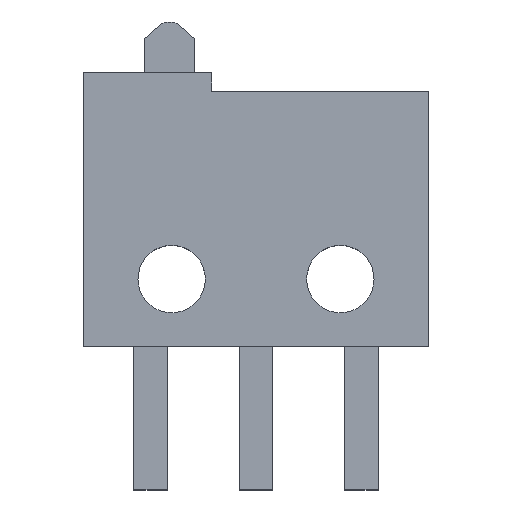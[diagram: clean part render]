
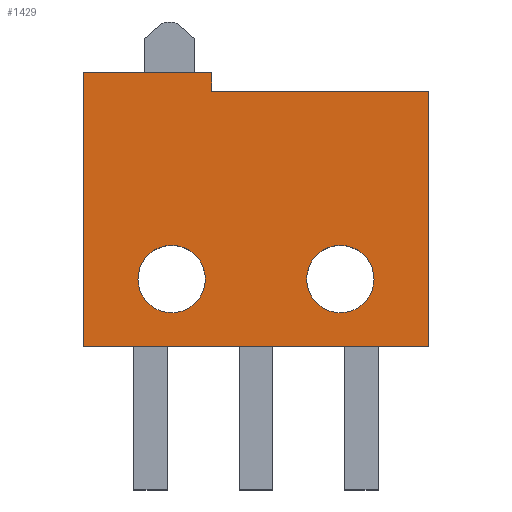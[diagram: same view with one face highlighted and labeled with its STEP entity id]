
A CAD part, top view. The second image highlights one B-rep face of the part: STEP entity #1429.
In plain terms, the highlighted planar face has unit normal (0, 0, 1).
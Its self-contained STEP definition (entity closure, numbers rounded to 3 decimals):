
#7 = EDGE_CURVE ( 'NONE', #22, #1430, #304, .T. ) ;
#20 = ORIENTED_EDGE ( 'NONE', *, *, #1153, .T. ) ;
#22 = VERTEX_POINT ( 'NONE', #427 ) ;
#28 = EDGE_LOOP ( 'NONE', ( #1382, #236 ) ) ;
#45 = EDGE_CURVE ( 'NONE', #208, #67, #624, .T. ) ;
#61 = VERTEX_POINT ( 'NONE', #737 ) ;
#62 = EDGE_LOOP ( 'NONE', ( #20, #1465, #257, #90, #1467, #112 ) ) ;
#67 = VERTEX_POINT ( 'NONE', #780 ) ;
#87 = EDGE_CURVE ( 'NONE', #1408, #88, #925, .T. ) ;
#88 = VERTEX_POINT ( 'NONE', #930 ) ;
#90 = ORIENTED_EDGE ( 'NONE', *, *, #7, .T. ) ;
#96 = EDGE_CURVE ( 'NONE', #67, #208, #947, .T. ) ;
#108 = EDGE_CURVE ( 'NONE', #88, #1408, #972, .T. ) ;
#112 = ORIENTED_EDGE ( 'NONE', *, *, #1347, .T. ) ;
#117 = VERTEX_POINT ( 'NONE', #991 ) ;
#190 = EDGE_CURVE ( 'NONE', #250, #22, #837, .T. ) ;
#208 = VERTEX_POINT ( 'NONE', #315 ) ;
#224 = VERTEX_POINT ( 'NONE', #363 ) ;
#236 = ORIENTED_EDGE ( 'NONE', *, *, #45, .F. ) ;
#243 = ORIENTED_EDGE ( 'NONE', *, *, #108, .F. ) ;
#250 = VERTEX_POINT ( 'NONE', #456 ) ;
#253 = EDGE_CURVE ( 'NONE', #1430, #224, #471, .T. ) ;
#257 = ORIENTED_EDGE ( 'NONE', *, *, #190, .T. ) ;
#304 = LINE ( 'NONE', #305, #306 ) ;
#305 = CARTESIAN_POINT ( 'NONE',  ( -6.1, 4.9, 1.35 ) ) ;
#306 = VECTOR ( 'NONE', #307, 1000. ) ;
#307 = DIRECTION ( 'NONE',  ( -1., 0., 0. ) ) ;
#315 = CARTESIAN_POINT ( 'NONE',  ( -4.8, 0., 1.35 ) ) ;
#363 = CARTESIAN_POINT ( 'NONE',  ( -6.1, -1.6, 1.35 ) ) ;
#427 = CARTESIAN_POINT ( 'NONE',  ( -3.05, 4.9, 1.35 ) ) ;
#456 = CARTESIAN_POINT ( 'NONE',  ( -3.05, 4.45, 1.35 ) ) ;
#471 = LINE ( 'NONE', #472, #473 ) ;
#472 = CARTESIAN_POINT ( 'NONE',  ( -6.1, 1.2, 1.35 ) ) ;
#473 = VECTOR ( 'NONE', #475, 1000. ) ;
#475 = DIRECTION ( 'NONE',  ( 0., -1., 0. ) ) ;
#480 = LINE ( 'NONE', #481, #482 ) ;
#481 = CARTESIAN_POINT ( 'NONE',  ( -6.1, -1.6, 1.35 ) ) ;
#482 = VECTOR ( 'NONE', #483, 1000. ) ;
#483 = DIRECTION ( 'NONE',  ( 1., 0., 0. ) ) ;
#624 = CIRCLE ( 'NONE', #625, 0.8 ) ;
#625 = AXIS2_PLACEMENT_3D ( 'NONE', #626, #627, #628 ) ;
#626 = CARTESIAN_POINT ( 'NONE',  ( -4., 0., 1.35 ) ) ;
#627 = DIRECTION ( 'NONE',  ( 0., 0., 1. ) ) ;
#628 = DIRECTION ( 'NONE',  ( 1., 0., 0. ) ) ;
#629 = CARTESIAN_POINT ( 'NONE',  ( -0.8, 0., 1.35 ) ) ;
#737 = CARTESIAN_POINT ( 'NONE',  ( 2.1, -1.6, 1.35 ) ) ;
#769 = FACE_BOUND ( 'NONE', #28, .T. ) ;
#770 = FACE_BOUND ( 'NONE', #1449, .T. ) ;
#771 = FACE_OUTER_BOUND ( 'NONE', #62, .T. ) ;
#775 = PLANE ( 'NONE',  #776 ) ;
#776 = AXIS2_PLACEMENT_3D ( 'NONE', #777, #778, #779 ) ;
#777 = CARTESIAN_POINT ( 'NONE',  ( 2.1, -1.6, 1.35 ) ) ;
#778 = DIRECTION ( 'NONE',  ( 0., 0., 1. ) ) ;
#779 = DIRECTION ( 'NONE',  ( 1., 0., 0. ) ) ;
#780 = CARTESIAN_POINT ( 'NONE',  ( -3.2, 0., 1.35 ) ) ;
#788 = CARTESIAN_POINT ( 'NONE',  ( -6.1, 4.9, 1.35 ) ) ;
#837 = LINE ( 'NONE', #838, #839 ) ;
#838 = CARTESIAN_POINT ( 'NONE',  ( -3.05, 4.9, 1.35 ) ) ;
#839 = VECTOR ( 'NONE', #840, 1000. ) ;
#840 = DIRECTION ( 'NONE',  ( 0., 1., 0. ) ) ;
#870 = LINE ( 'NONE', #871, #872 ) ;
#871 = CARTESIAN_POINT ( 'NONE',  ( -3.05, 4.45, 1.35 ) ) ;
#872 = VECTOR ( 'NONE', #873, 1000. ) ;
#873 = DIRECTION ( 'NONE',  ( -1., 0., 0. ) ) ;
#925 = CIRCLE ( 'NONE', #926, 0.8 ) ;
#926 = AXIS2_PLACEMENT_3D ( 'NONE', #927, #928, #929 ) ;
#927 = CARTESIAN_POINT ( 'NONE',  ( 0., 0., 1.35 ) ) ;
#928 = DIRECTION ( 'NONE',  ( 0., 0., 1. ) ) ;
#929 = DIRECTION ( 'NONE',  ( 1., 0., 0. ) ) ;
#930 = CARTESIAN_POINT ( 'NONE',  ( 0.8, 0., 1.35 ) ) ;
#947 = CIRCLE ( 'NONE', #948, 0.8 ) ;
#948 = AXIS2_PLACEMENT_3D ( 'NONE', #949, #950, #951 ) ;
#949 = CARTESIAN_POINT ( 'NONE',  ( -4., 0., 1.35 ) ) ;
#950 = DIRECTION ( 'NONE',  ( 0., 0., 1. ) ) ;
#951 = DIRECTION ( 'NONE',  ( 1., 0., 0. ) ) ;
#972 = CIRCLE ( 'NONE', #973, 0.8 ) ;
#973 = AXIS2_PLACEMENT_3D ( 'NONE', #974, #975, #976 ) ;
#974 = CARTESIAN_POINT ( 'NONE',  ( 0., 0., 1.35 ) ) ;
#975 = DIRECTION ( 'NONE',  ( 0., 0., 1. ) ) ;
#976 = DIRECTION ( 'NONE',  ( 1., 0., 0. ) ) ;
#991 = CARTESIAN_POINT ( 'NONE',  ( 2.1, 4.45, 1.35 ) ) ;
#998 = LINE ( 'NONE', #999, #1000 ) ;
#999 = CARTESIAN_POINT ( 'NONE',  ( 2.1, 1.2, 1.35 ) ) ;
#1000 = VECTOR ( 'NONE', #1001, 1000. ) ;
#1001 = DIRECTION ( 'NONE',  ( 0., 1., 0. ) ) ;
#1153 = EDGE_CURVE ( 'NONE', #61, #117, #998, .T. ) ;
#1347 = EDGE_CURVE ( 'NONE', #224, #61, #480, .T. ) ;
#1382 = ORIENTED_EDGE ( 'NONE', *, *, #96, .F. ) ;
#1408 = VERTEX_POINT ( 'NONE', #629 ) ;
#1429 = ADVANCED_FACE ( 'NONE', ( #769, #770, #771 ), #775, .T. ) ;
#1430 = VERTEX_POINT ( 'NONE', #788 ) ;
#1444 = EDGE_CURVE ( 'NONE', #117, #250, #870, .T. ) ;
#1449 = EDGE_LOOP ( 'NONE', ( #243, #1453 ) ) ;
#1453 = ORIENTED_EDGE ( 'NONE', *, *, #87, .F. ) ;
#1465 = ORIENTED_EDGE ( 'NONE', *, *, #1444, .T. ) ;
#1467 = ORIENTED_EDGE ( 'NONE', *, *, #253, .T. ) ;
